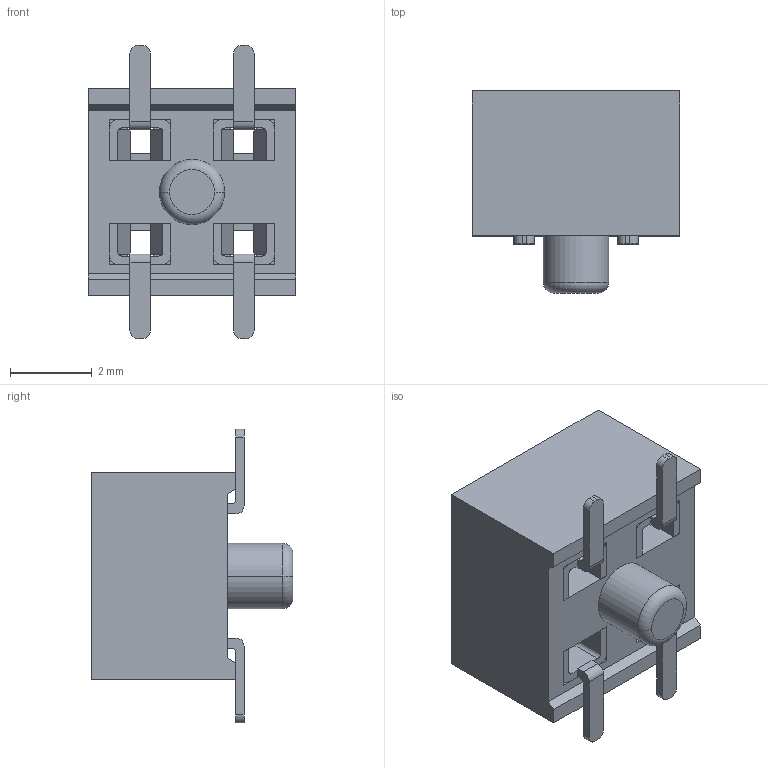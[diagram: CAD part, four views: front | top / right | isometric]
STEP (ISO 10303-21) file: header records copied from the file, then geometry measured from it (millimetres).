
FILE_DESCRIPTION((''),'2;1');
FILE_NAME('M20-7810245_ASM','2016-08-09T',('mperren'),(''),'CREO PARAMETRIC BY PTC INC, 2016050','CREO PARAMETRIC BY PTC INC, 2016050','');
FILE_SCHEMA(('CONFIG_CONTROL_DESIGN'));
Length unit declared in the file: millimetre
Products named in the file (3): M20-78102_MOULD; M20-781_CONTACT; M20-7810245_ASM
Assembly tree (5 placements, depth 2):
  M20-7810245_ASM
    M20-78102_MOULD
    M20-781_CONTACT  x4
Bounding box: 5.08 x 4.95 x 7.2 mm (x, y, z)
Volume: 76.7 mm3; surface area: 248.8 mm2
Topology: 5 solids, 5 shells, 243 faces, 654 edges, 426 vertices
Faces by surface type: plane 183, cylinder 58, torus 2
Entity records: 4320 total; most frequent: CARTESIAN_POINT 587, ORIENTED_EDGE 570, DIRECTION 559, PRESENTATION_STYLE_ASSIGNMENT 287, STYLED_ITEM 287, CURVE_STYLE 285, EDGE_CURVE 285, VECTOR 249
